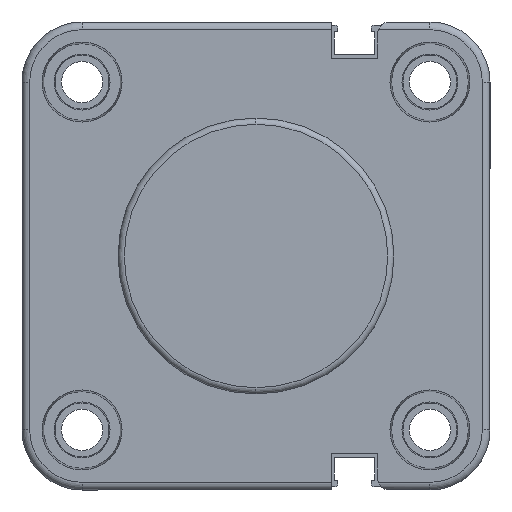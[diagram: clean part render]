
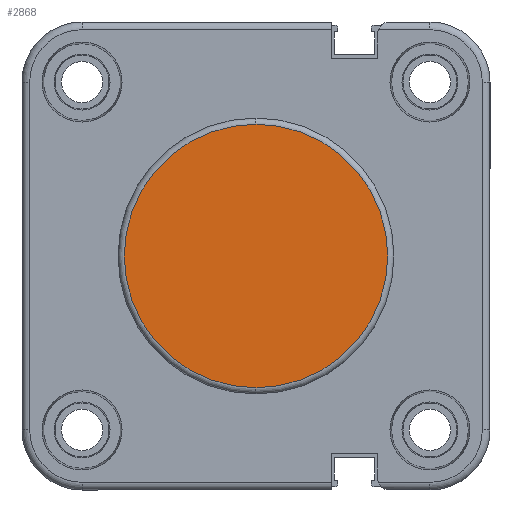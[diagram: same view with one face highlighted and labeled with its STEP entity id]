
A CAD part, left-side view. The second image highlights one B-rep face of the part: STEP entity #2868.
In plain terms, the highlighted planar face has unit normal (-1, 0, 0).
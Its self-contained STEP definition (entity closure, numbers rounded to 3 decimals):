
#191 = EDGE_LOOP ( 'NONE', ( #30367, #7364 ) ) ;
#2804 = DIRECTION ( 'NONE',  ( 0., 0., 1. ) ) ;
#2868 = ADVANCED_FACE ( 'NONE', ( #16982 ), #9471, .T. ) ;
#2945 = EDGE_CURVE ( 'NONE', #11245, #26353, #27179, .T. ) ;
#2962 = DIRECTION ( 'NONE',  ( -1., 0., 0. ) ) ;
#3829 = DIRECTION ( 'NONE',  ( -1., 0., 0. ) ) ;
#4132 = DIRECTION ( 'NONE',  ( 0., 0., 1. ) ) ;
#6867 = CIRCLE ( 'NONE', #22609, 21.4 ) ;
#7364 = ORIENTED_EDGE ( 'NONE', *, *, #2945, .T. ) ;
#9471 = PLANE ( 'NONE',  #23266 ) ;
#10987 = CARTESIAN_POINT ( 'NONE',  ( 0., 0., 0. ) ) ;
#11245 = VERTEX_POINT ( 'NONE', #21256 ) ;
#13799 = CARTESIAN_POINT ( 'NONE',  ( 0., 0., 21.4 ) ) ;
#16982 = FACE_OUTER_BOUND ( 'NONE', #191, .T. ) ;
#18839 = AXIS2_PLACEMENT_3D ( 'NONE', #19120, #28537, #2804 ) ;
#19120 = CARTESIAN_POINT ( 'NONE',  ( 0., 0., 0. ) ) ;
#21256 = CARTESIAN_POINT ( 'NONE',  ( 0., 0., -21.4 ) ) ;
#21435 = CARTESIAN_POINT ( 'NONE',  ( 0., 0., 0. ) ) ;
#22609 = AXIS2_PLACEMENT_3D ( 'NONE', #10987, #3829, #4132 ) ;
#23266 = AXIS2_PLACEMENT_3D ( 'NONE', #21435, #2962, #23771 ) ;
#23771 = DIRECTION ( 'NONE',  ( 0., 0., 1. ) ) ;
#26353 = VERTEX_POINT ( 'NONE', #13799 ) ;
#27179 = CIRCLE ( 'NONE', #18839, 21.4 ) ;
#28537 = DIRECTION ( 'NONE',  ( -1., 0., 0. ) ) ;
#29083 = EDGE_CURVE ( 'NONE', #26353, #11245, #6867, .T. ) ;
#30367 = ORIENTED_EDGE ( 'NONE', *, *, #29083, .T. ) ;
